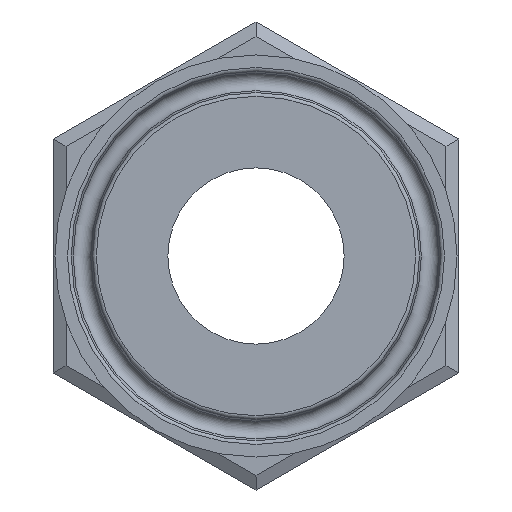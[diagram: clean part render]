
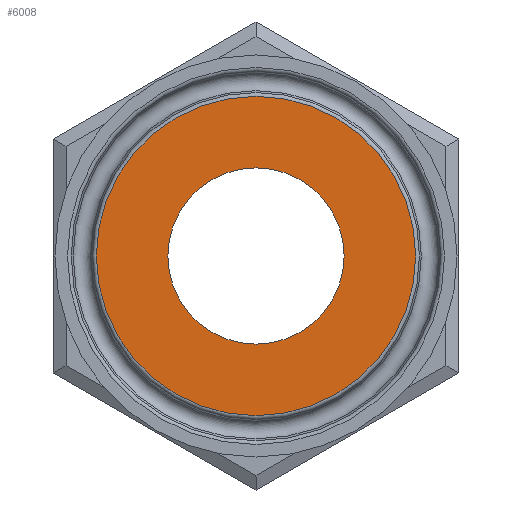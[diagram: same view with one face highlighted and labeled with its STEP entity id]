
A CAD part, left-side view. The second image highlights one B-rep face of the part: STEP entity #6008.
In plain terms, the highlighted planar face has unit normal (-1, 0, 0).
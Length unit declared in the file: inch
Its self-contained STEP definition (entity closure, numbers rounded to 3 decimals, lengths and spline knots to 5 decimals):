
#95=FACE_BOUND('',#1110,.T.);
#96=FACE_BOUND('',#1111,.T.);
#395=PLANE('',#6378);
#1110=EDGE_LOOP('',(#5608));
#1111=EDGE_LOOP('',(#5609));
#1539=CIRCLE('',#6361,0.435);
#1547=CIRCLE('',#6376,0.78791);
#2980=VERTEX_POINT('',#12956);
#2988=VERTEX_POINT('',#12979);
#3856=EDGE_CURVE('',#2980,#2980,#1539,.T.);
#3864=EDGE_CURVE('',#2988,#2988,#1547,.T.);
#5608=ORIENTED_EDGE('',*,*,#3856,.T.);
#5609=ORIENTED_EDGE('',*,*,#3864,.F.);
#6008=ADVANCED_FACE('',(#95,#96),#395,.T.);
#6361=AXIS2_PLACEMENT_3D('',#12957,#7503,#7504);
#6376=AXIS2_PLACEMENT_3D('',#12980,#7533,#7534);
#6378=AXIS2_PLACEMENT_3D('',#12983,#7537,#7538);
#7503=DIRECTION('center_axis',(1.,0.,0.));
#7504=DIRECTION('ref_axis',(0.,1.,0.));
#7533=DIRECTION('center_axis',(1.,0.,0.));
#7534=DIRECTION('ref_axis',(0.,-1.,0.));
#7537=DIRECTION('center_axis',(-1.,0.,0.));
#7538=DIRECTION('ref_axis',(0.,0.,1.));
#12956=CARTESIAN_POINT('',(0.,0.435,0.));
#12957=CARTESIAN_POINT('Origin',(0.,0.,
0.));
#12979=CARTESIAN_POINT('',(0.,0.78791,0.));
#12980=CARTESIAN_POINT('Origin',(0.,0.,
0.));
#12983=CARTESIAN_POINT('Origin',(0.,0.61807,
0.));
